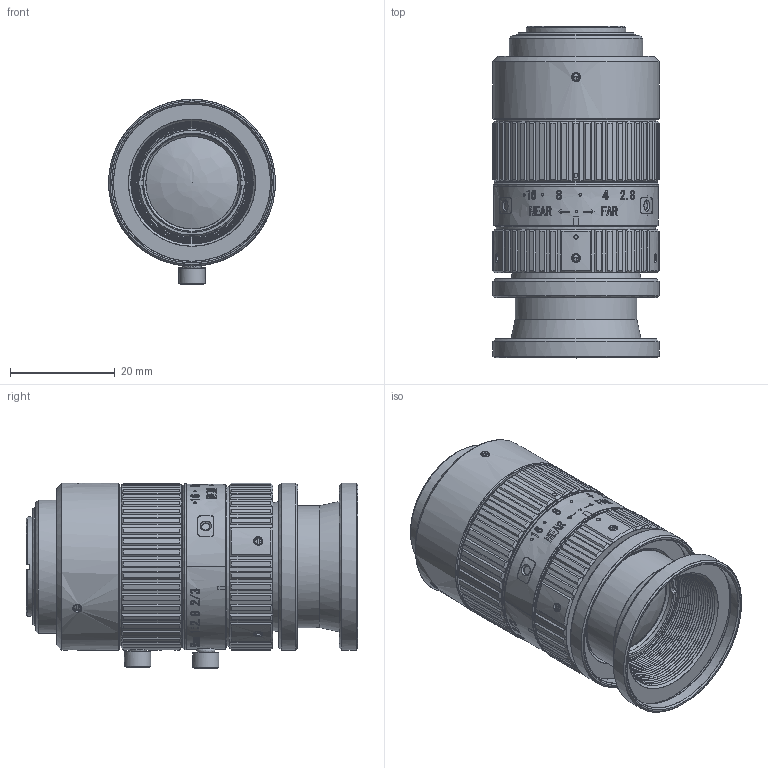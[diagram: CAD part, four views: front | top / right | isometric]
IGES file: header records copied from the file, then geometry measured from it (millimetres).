
Start section: C
Global section: file name: M5028-MPX_Outline_231222.igs; native system: By Siemens PLM Incorporated; preprocessor: XPlus GENERIC/IGES 24.1.129; author: Author; organization: Title; date: 20231221.105041; units: millimetre
Bounding box: 31.8 x 63.25 x 35.35 mm (x, y, z)
Surface area: 23760.6 mm2 (no closed solid volume)
Topology: 0 solids, 0 shells, 1274 faces, 7355 edges, 7351 vertices
Faces by surface type: bspline 1274
